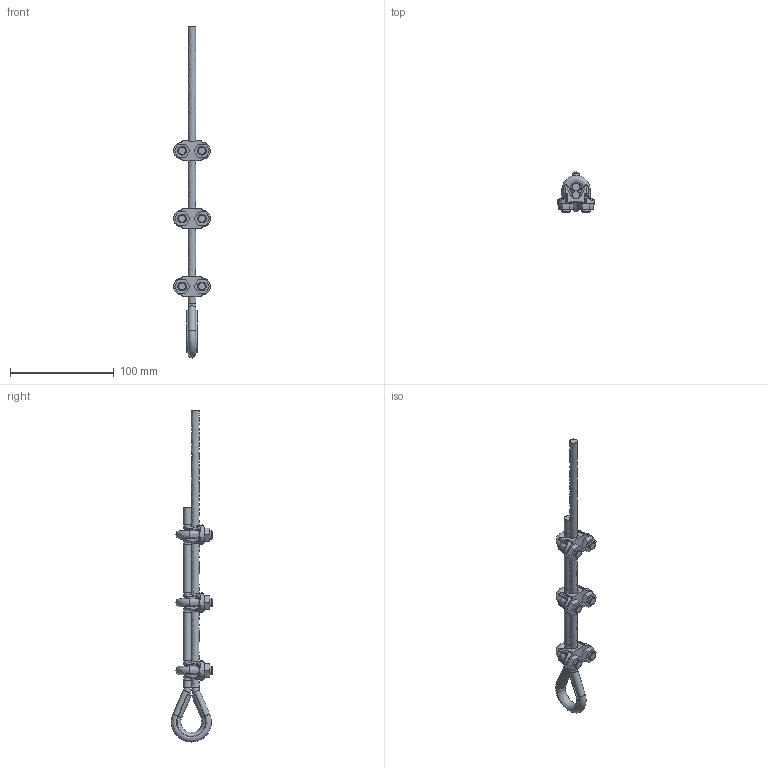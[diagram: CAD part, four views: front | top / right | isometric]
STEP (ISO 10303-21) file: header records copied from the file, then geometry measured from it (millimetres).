
FILE_DESCRIPTION(('FreeCAD Model'),'2;1');
FILE_NAME('Open CASCADE Shape Model','2025-05-01T04:27:15',('FreeCAD'),( 'FreeCAD'),'Open CASCADE STEP processor 7.6','FreeCAD','Unknown');
FILE_SCHEMA(('AUTOMOTIVE_DESIGN { 1 0 10303 214 1 1 1 1 }'));
Products named in the file (1): Open CASCADE STEP translator 7.6 1
Bounding box: 35.44 x 39.68 x 320.28 mm (x, y, z)
Volume: 49086.5 mm3; surface area: 27073.2 mm2
Topology: 2 solids, 2 shells, 437 faces, 1214 edges, 775 vertices
Faces by surface type: bspline 437
Entity records: 32917 total; most frequent: CARTESIAN_POINT 26008, ORIENTED_EDGE 2428, EDGE_CURVE 1214, B_SPLINE_CURVE_WITH_KNOTS 938, VERTEX_POINT 775, FACE_BOUND 443, EDGE_LOOP 443, ADVANCED_FACE 437
